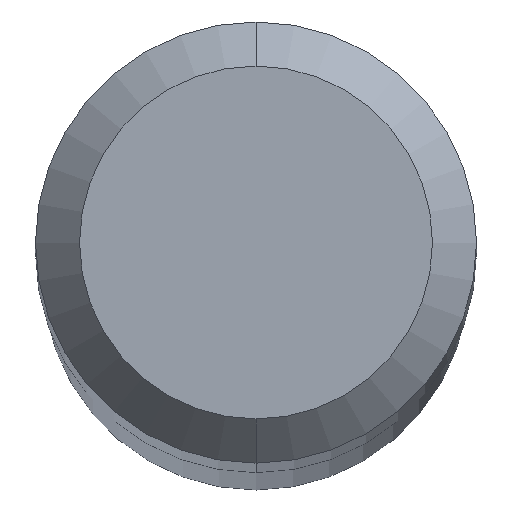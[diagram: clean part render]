
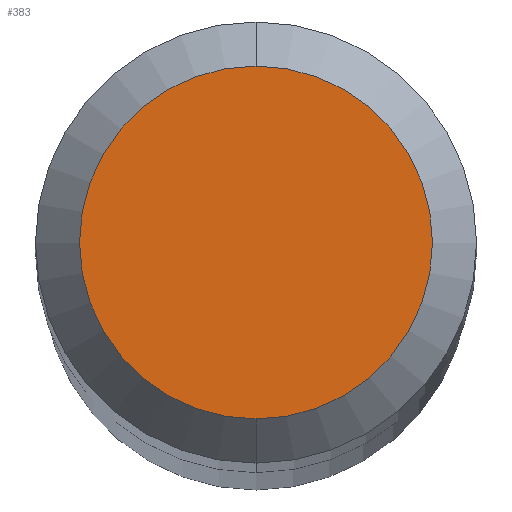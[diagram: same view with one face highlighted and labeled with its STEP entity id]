
A CAD part, top view. The second image highlights one B-rep face of the part: STEP entity #383.
In plain terms, the highlighted planar face has unit normal (0, 0, 1).
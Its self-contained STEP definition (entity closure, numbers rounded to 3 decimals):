
#217=VERTEX_POINT('',#514);
#309=EDGE_CURVE('',#341,#217,#615,.T.);
#341=VERTEX_POINT('',#652);
#357=EDGE_CURVE('',#217,#341,#669,.T.);
#383=ADVANCED_FACE('',(#696),#697,.T.);
#514=CARTESIAN_POINT('',(0.0,1.2,0.0));
#615=CIRCLE('',#1051,1.2);
#652=CARTESIAN_POINT('',(0.,-1.2,0.0));
#669=CIRCLE('',#1130,1.2);
#696=FACE_OUTER_BOUND('',#1201,.T.);
#697=PLANE('',#1202);
#1051=AXIS2_PLACEMENT_3D('',#1565,#1566,#1567);
#1130=AXIS2_PLACEMENT_3D('',#1632,#1633,#1634);
#1201=EDGE_LOOP('',(#1647,#1648));
#1202=AXIS2_PLACEMENT_3D('',#1649,#1650,#1651);
#1565=CARTESIAN_POINT('',(0.0,0.0,0.0));
#1566=DIRECTION('',(0.0,0.0,-1.0));
#1567=DIRECTION('',(0.0,1.0,0.0));
#1632=CARTESIAN_POINT('',(0.0,0.0,0.0));
#1633=DIRECTION('',(0.0,0.0,-1.0));
#1634=DIRECTION('',(0.0,1.0,0.0));
#1647=ORIENTED_EDGE('',*,*,#357,.F.);
#1648=ORIENTED_EDGE('',*,*,#309,.F.);
#1649=CARTESIAN_POINT('',(0.0,0.6,0.0));
#1650=DIRECTION('',(-0.0,0.0,1.0));
#1651=DIRECTION('',(0.0,-1.0,0.0));
